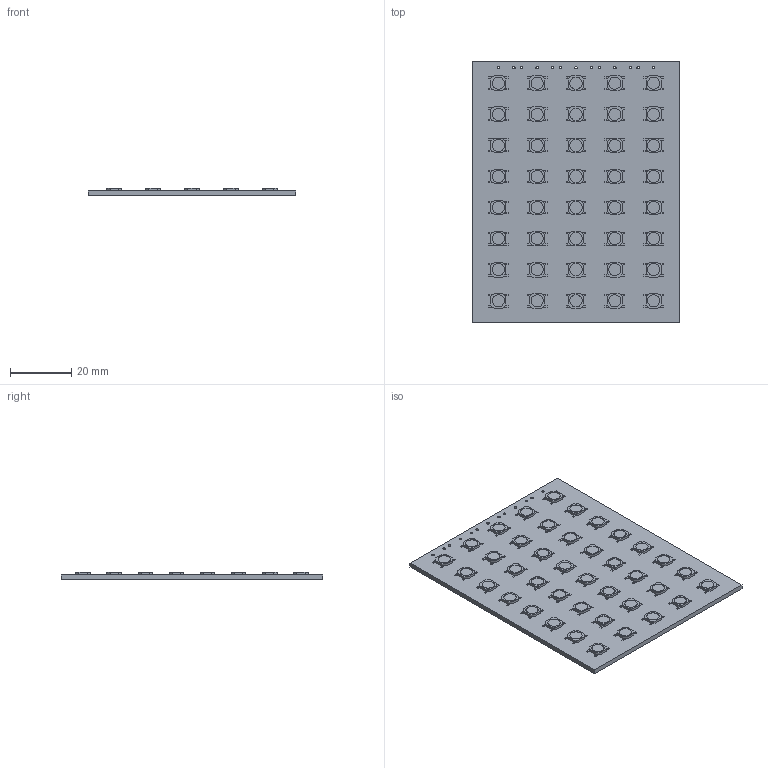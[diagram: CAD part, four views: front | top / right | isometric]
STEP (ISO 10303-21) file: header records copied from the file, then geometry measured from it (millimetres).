
FILE_DESCRIPTION(('KiCad electronic assembly'),'2;1');
FILE_NAME('ti45_keyboard.step','2024-09-09T09:43:14',('Pcbnew'),('Kicad' ),'Open CASCADE STEP processor 7.8','KiCad to STEP converter', 'Unknown');
FILE_SCHEMA(('AUTOMOTIVE_DESIGN { 1 0 10303 214 1 1 1 1 }'));
Length unit declared in the file: millimetre
Products named in the file (4): ti45_keyboard 1; tactbutton_4.8_4.8_0.8_smt; tactbutton_4.8_4.8_0.8_smt v1; ti45_keyboard_PCB
Assembly tree (42 placements, depth 3):
  ti45_keyboard 1
    tactbutton_4.8_4.8_0.8_smt  x40
      tactbutton_4.8_4.8_0.8_smt v1
    ti45_keyboard_PCB
Bounding box: 68 x 85.5 x 2.45 mm (x, y, z)
Volume: 9969.1 mm3; surface area: 15729.8 mm2
Topology: 241 solids, 241 shells, 2219 faces, 5091 edges, 3394 vertices
Faces by surface type: plane 2126, cylinder 93
Full cylindrical faces by diameter (mm): 0.85 x13, 4 x80
Entity records: 2602 total; most frequent: DIRECTION 441, CARTESIAN_POINT 412, ORIENTED_EDGE 354, EDGE_CURVE 177, AXIS2_PLACEMENT_3D 147, LINE 147, VECTOR 147, VERTEX_POINT 118
